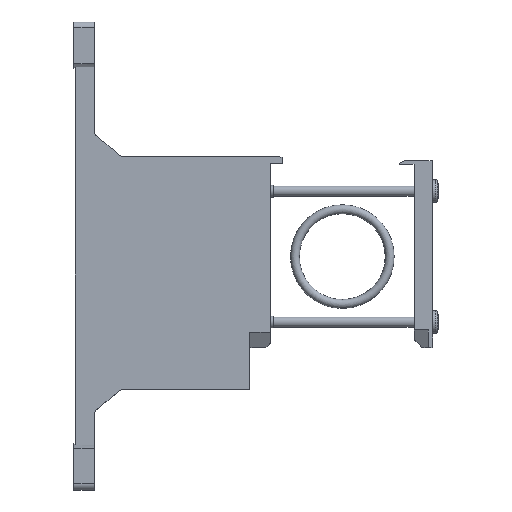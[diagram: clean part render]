
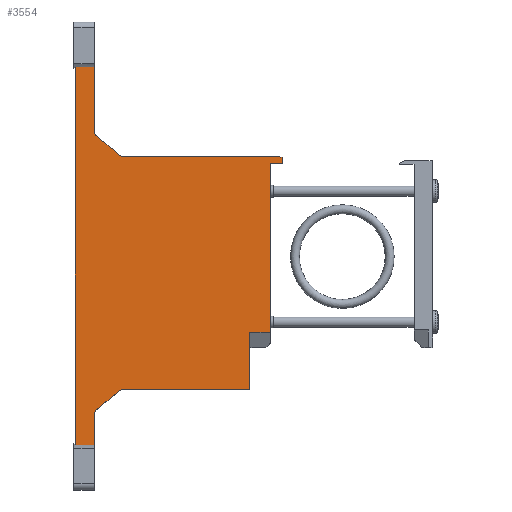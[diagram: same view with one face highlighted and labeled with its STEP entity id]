
A CAD part, top view. The second image highlights one B-rep face of the part: STEP entity #3554.
In plain terms, the highlighted planar face has unit normal (0, 0, 1).
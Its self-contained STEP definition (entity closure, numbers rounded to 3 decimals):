
#196=CIRCLE('',#3805,2.);
#197=CIRCLE('',#3806,2.);
#198=CIRCLE('',#3807,2.);
#199=CIRCLE('',#3808,2.);
#651=ORIENTED_EDGE('',*,*,#1331,.F.);
#652=ORIENTED_EDGE('',*,*,#1290,.F.);
#653=ORIENTED_EDGE('',*,*,#1332,.F.);
#654=ORIENTED_EDGE('',*,*,#1333,.F.);
#655=ORIENTED_EDGE('',*,*,#1334,.F.);
#656=ORIENTED_EDGE('',*,*,#1335,.F.);
#657=ORIENTED_EDGE('',*,*,#1336,.F.);
#658=ORIENTED_EDGE('',*,*,#1337,.F.);
#659=ORIENTED_EDGE('',*,*,#1338,.F.);
#660=ORIENTED_EDGE('',*,*,#1339,.F.);
#661=ORIENTED_EDGE('',*,*,#1340,.T.);
#662=ORIENTED_EDGE('',*,*,#1341,.T.);
#663=ORIENTED_EDGE('',*,*,#1342,.F.);
#664=ORIENTED_EDGE('',*,*,#1343,.F.);
#665=ORIENTED_EDGE('',*,*,#1344,.F.);
#666=ORIENTED_EDGE('',*,*,#1345,.F.);
#667=ORIENTED_EDGE('',*,*,#1346,.F.);
#668=ORIENTED_EDGE('',*,*,#1347,.F.);
#669=ORIENTED_EDGE('',*,*,#1348,.F.);
#670=ORIENTED_EDGE('',*,*,#1349,.F.);
#671=ORIENTED_EDGE('',*,*,#1350,.F.);
#1290=EDGE_CURVE('',#1670,#1667,#1929,.T.);
#1331=EDGE_CURVE('',#1667,#1709,#1963,.T.);
#1332=EDGE_CURVE('',#1710,#1670,#1964,.T.);
#1333=EDGE_CURVE('',#1711,#1710,#1965,.T.);
#1334=EDGE_CURVE('',#1712,#1711,#1966,.T.);
#1335=EDGE_CURVE('',#1713,#1712,#1967,.T.);
#1336=EDGE_CURVE('',#1714,#1713,#196,.F.);
#1337=EDGE_CURVE('',#1715,#1714,#1968,.T.);
#1338=EDGE_CURVE('',#1716,#1715,#197,.F.);
#1339=EDGE_CURVE('',#1717,#1716,#1969,.T.);
#1340=EDGE_CURVE('',#1717,#1718,#1970,.T.);
#1341=EDGE_CURVE('',#1718,#1719,#1971,.T.);
#1342=EDGE_CURVE('',#1720,#1719,#1972,.T.);
#1343=EDGE_CURVE('',#1721,#1720,#1973,.T.);
#1344=EDGE_CURVE('',#1722,#1721,#198,.F.);
#1345=EDGE_CURVE('',#1723,#1722,#1974,.T.);
#1346=EDGE_CURVE('',#1724,#1723,#199,.F.);
#1347=EDGE_CURVE('',#1725,#1724,#1975,.T.);
#1348=EDGE_CURVE('',#1726,#1725,#1976,.T.);
#1349=EDGE_CURVE('',#1727,#1726,#1977,.T.);
#1350=EDGE_CURVE('',#1709,#1727,#1978,.T.);
#1667=VERTEX_POINT('',#5302);
#1670=VERTEX_POINT('',#5307);
#1709=VERTEX_POINT('',#5395);
#1710=VERTEX_POINT('',#5397);
#1711=VERTEX_POINT('',#5399);
#1712=VERTEX_POINT('',#5401);
#1713=VERTEX_POINT('',#5403);
#1714=VERTEX_POINT('',#5405);
#1715=VERTEX_POINT('',#5407);
#1716=VERTEX_POINT('',#5409);
#1717=VERTEX_POINT('',#5411);
#1718=VERTEX_POINT('',#5413);
#1719=VERTEX_POINT('',#5415);
#1720=VERTEX_POINT('',#5417);
#1721=VERTEX_POINT('',#5419);
#1722=VERTEX_POINT('',#5421);
#1723=VERTEX_POINT('',#5423);
#1724=VERTEX_POINT('',#5425);
#1725=VERTEX_POINT('',#5427);
#1726=VERTEX_POINT('',#5429);
#1727=VERTEX_POINT('',#5431);
#1929=LINE('',#5308,#2201);
#1963=LINE('',#5394,#2235);
#1964=LINE('',#5396,#2236);
#1965=LINE('',#5398,#2237);
#1966=LINE('',#5400,#2238);
#1967=LINE('',#5402,#2239);
#1968=LINE('',#5406,#2240);
#1969=LINE('',#5410,#2241);
#1970=LINE('',#5412,#2242);
#1971=LINE('',#5414,#2243);
#1972=LINE('',#5416,#2244);
#1973=LINE('',#5418,#2245);
#1974=LINE('',#5422,#2246);
#1975=LINE('',#5426,#2247);
#1976=LINE('',#5428,#2248);
#1977=LINE('',#5430,#2249);
#1978=LINE('',#5432,#2250);
#2201=VECTOR('',#4325,1000.);
#2235=VECTOR('',#4387,1000.);
#2236=VECTOR('',#4388,1000.);
#2237=VECTOR('',#4389,1000.);
#2238=VECTOR('',#4390,1000.);
#2239=VECTOR('',#4391,1000.);
#2240=VECTOR('',#4394,1000.);
#2241=VECTOR('',#4397,1000.);
#2242=VECTOR('',#4398,1000.);
#2243=VECTOR('',#4399,1000.);
#2244=VECTOR('',#4400,1000.);
#2245=VECTOR('',#4401,1000.);
#2246=VECTOR('',#4404,1000.);
#2247=VECTOR('',#4407,1000.);
#2248=VECTOR('',#4408,1000.);
#2249=VECTOR('',#4409,1000.);
#2250=VECTOR('',#4410,1000.);
#2493=EDGE_LOOP('',(#651,#652,#653,#654,#655,#656,#657,#658,#659,#660,#661,
#662,#663,#664,#665,#666,#667,#668,#669,#670,#671));
#2700=FACE_BOUND('',#2493,.T.);
#2844=PLANE('',#3804);
#3554=ADVANCED_FACE('',(#2700),#2844,.F.);
#3804=AXIS2_PLACEMENT_3D('',#5393,#4385,#4386);
#3805=AXIS2_PLACEMENT_3D('',#5404,#4392,#4393);
#3806=AXIS2_PLACEMENT_3D('',#5408,#4395,#4396);
#3807=AXIS2_PLACEMENT_3D('',#5420,#4402,#4403);
#3808=AXIS2_PLACEMENT_3D('',#5424,#4405,#4406);
#4325=DIRECTION('',(0.,-1.,0.));
#4385=DIRECTION('',(0.,0.,-1.));
#4386=DIRECTION('',(-1.,0.,0.));
#4387=DIRECTION('',(-1.,0.,0.));
#4388=DIRECTION('',(-1.,0.,0.));
#4389=DIRECTION('',(0.,-1.,0.));
#4390=DIRECTION('',(0.966,-0.259,0.));
#4391=DIRECTION('',(1.,0.,0.));
#4392=DIRECTION('',(0.,0.,-1.));
#4393=DIRECTION('',(-1.,0.,0.));
#4394=DIRECTION('',(0.766,-0.643,0.));
#4395=DIRECTION('',(0.,0.,-1.));
#4396=DIRECTION('',(-1.,0.,0.));
#4397=DIRECTION('',(0.,-1.,0.));
#4398=DIRECTION('',(-1.,0.,0.));
#4399=DIRECTION('',(0.,-1.,0.));
#4400=DIRECTION('',(-1.,0.,0.));
#4401=DIRECTION('',(0.,-1.,0.));
#4402=DIRECTION('',(0.,0.,-1.));
#4403=DIRECTION('',(-1.,0.,0.));
#4404=DIRECTION('',(-0.766,-0.643,0.));
#4405=DIRECTION('',(0.,0.,-1.));
#4406=DIRECTION('',(-1.,0.,0.));
#4407=DIRECTION('',(-1.,0.,0.));
#4408=DIRECTION('',(0.,-1.,0.));
#4409=DIRECTION('',(-1.,0.,0.));
#4410=DIRECTION('',(0.,-1.,0.));
#5302=CARTESIAN_POINT('',(66.3,-25.704,5.));
#5307=CARTESIAN_POINT('',(66.3,31.1,5.));
#5308=CARTESIAN_POINT('',(66.3,63.905,5.));
#5393=CARTESIAN_POINT('',(78.5,63.905,5.));
#5394=CARTESIAN_POINT('',(78.5,-25.704,5.));
#5395=CARTESIAN_POINT('',(59.5,-25.704,5.));
#5396=CARTESIAN_POINT('',(78.5,31.1,5.));
#5397=CARTESIAN_POINT('',(70.4,31.1,5.));
#5398=CARTESIAN_POINT('',(70.4,63.905,5.));
#5399=CARTESIAN_POINT('',(70.4,33.265,5.));
#5400=CARTESIAN_POINT('',(70.297,33.293,5.));
#5401=CARTESIAN_POINT('',(69.15,33.6,5.));
#5402=CARTESIAN_POINT('',(78.5,33.6,5.));
#5403=CARTESIAN_POINT('',(16.728,33.6,5.));
#5404=CARTESIAN_POINT('',(16.728,35.6,5.));
#5405=CARTESIAN_POINT('',(15.442,34.068,5.));
#5406=CARTESIAN_POINT('',(37.754,15.346,5.));
#5407=CARTESIAN_POINT('',(7.714,40.552,5.));
#5408=CARTESIAN_POINT('',(9.,42.085,5.));
#5409=CARTESIAN_POINT('',(7.,42.085,5.));
#5410=CARTESIAN_POINT('',(7.,63.905,5.));
#5411=CARTESIAN_POINT('',(7.,63.905,5.));
#5412=CARTESIAN_POINT('',(78.5,63.905,5.));
#5413=CARTESIAN_POINT('',(0.5,63.905,5.));
#5414=CARTESIAN_POINT('',(0.5,63.905,5.));
#5415=CARTESIAN_POINT('',(0.5,-63.905,5.));
#5416=CARTESIAN_POINT('',(78.5,-63.905,5.));
#5417=CARTESIAN_POINT('',(7.,-63.905,5.));
#5418=CARTESIAN_POINT('',(7.,63.905,5.));
#5419=CARTESIAN_POINT('',(7.,-53.485,5.));
#5420=CARTESIAN_POINT('',(9.,-53.485,5.));
#5421=CARTESIAN_POINT('',(7.714,-51.952,5.));
#5422=CARTESIAN_POINT('',(106.302,30.772,5.));
#5423=CARTESIAN_POINT('',(15.442,-45.468,5.));
#5424=CARTESIAN_POINT('',(16.728,-47.,5.));
#5425=CARTESIAN_POINT('',(16.728,-45.,5.));
#5426=CARTESIAN_POINT('',(78.5,-45.,5.));
#5427=CARTESIAN_POINT('',(59.3,-45.,5.));
#5428=CARTESIAN_POINT('',(59.3,63.905,5.));
#5429=CARTESIAN_POINT('',(59.3,-30.9,5.));
#5430=CARTESIAN_POINT('',(78.5,-30.9,5.));
#5431=CARTESIAN_POINT('',(59.5,-30.9,5.));
#5432=CARTESIAN_POINT('',(59.5,63.905,5.));
